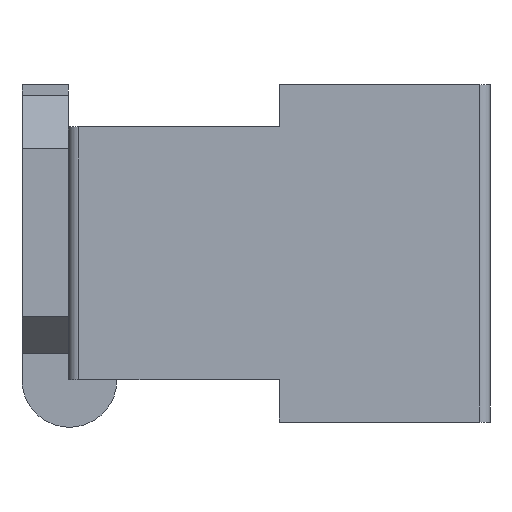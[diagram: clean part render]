
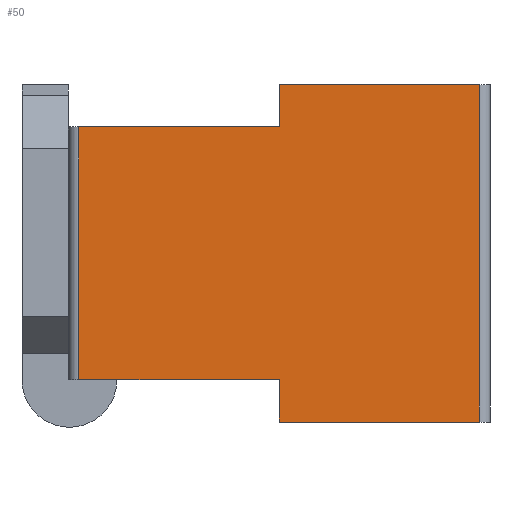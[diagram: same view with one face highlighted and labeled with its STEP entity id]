
A CAD part, left-side view. The second image highlights one B-rep face of the part: STEP entity #50.
In plain terms, the highlighted planar face has unit normal (-1, 0, 0).
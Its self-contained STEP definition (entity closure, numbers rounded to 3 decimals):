
#50=ADVANCED_FACE('',(#108),#109,.T.);
#108=FACE_OUTER_BOUND('',#214,.T.);
#109=PLANE('',#215);
#214=EDGE_LOOP('',(#348,#349,#350,#351,#352,#353,#354,#355));
#215=AXIS2_PLACEMENT_3D('',#356,#357,#358);
#348=ORIENTED_EDGE('',*,*,#795,.F.);
#349=ORIENTED_EDGE('',*,*,#796,.T.);
#350=ORIENTED_EDGE('',*,*,#797,.T.);
#351=ORIENTED_EDGE('',*,*,#798,.F.);
#352=ORIENTED_EDGE('',*,*,#799,.T.);
#353=ORIENTED_EDGE('',*,*,#800,.F.);
#354=ORIENTED_EDGE('',*,*,#777,.F.);
#355=ORIENTED_EDGE('',*,*,#791,.T.);
#356=CARTESIAN_POINT('',(-1.6,0.95,0.0));
#357=DIRECTION('',(-1.0,0.0,0.0));
#358=DIRECTION('',(0.0,0.0,1.0));
#777=EDGE_CURVE('',#932,#933,#934,.T.);
#791=EDGE_CURVE('',#932,#958,#960,.T.);
#795=EDGE_CURVE('',#966,#958,#967,.T.);
#796=EDGE_CURVE('',#966,#968,#969,.T.);
#797=EDGE_CURVE('',#968,#970,#971,.T.);
#798=EDGE_CURVE('',#972,#970,#973,.T.);
#799=EDGE_CURVE('',#972,#974,#975,.T.);
#800=EDGE_CURVE('',#933,#974,#976,.T.);
#932=VERTEX_POINT('',#1183);
#933=VERTEX_POINT('',#1184);
#934=LINE('',#1185,#1186);
#958=VERTEX_POINT('',#1218);
#960=LINE('',#1221,#1222);
#966=VERTEX_POINT('',#1231);
#967=LINE('',#1232,#1233);
#968=VERTEX_POINT('',#1234);
#969=LINE('',#1235,#1236);
#970=VERTEX_POINT('',#1237);
#971=LINE('',#1238,#1239);
#972=VERTEX_POINT('',#1240);
#973=LINE('',#1241,#1242);
#974=VERTEX_POINT('',#1243);
#975=LINE('',#1244,#1245);
#976=LINE('',#1246,#1247);
#1183=CARTESIAN_POINT('',(-1.6,0.0,0.0));
#1184=CARTESIAN_POINT('',(-1.6,-0.95,0.0));
#1185=CARTESIAN_POINT('',(-1.6,0.0,0.0));
#1186=VECTOR('',#1561,0.95);
#1218=CARTESIAN_POINT('',(-1.6,0.0,-0.2));
#1221=CARTESIAN_POINT('',(-1.6,0.0,0.0));
#1222=VECTOR('',#1583,0.2);
#1231=CARTESIAN_POINT('',(-1.6,0.95,-0.2));
#1232=CARTESIAN_POINT('',(-1.6,0.95,-0.2));
#1233=VECTOR('',#1587,0.95);
#1234=CARTESIAN_POINT('',(-1.6,0.95,-1.4));
#1235=CARTESIAN_POINT('',(-1.6,0.95,-0.2));
#1236=VECTOR('',#1588,1.2);
#1237=CARTESIAN_POINT('',(-1.6,0.0,-1.4));
#1238=CARTESIAN_POINT('',(-1.6,0.95,-1.4));
#1239=VECTOR('',#1589,0.95);
#1240=CARTESIAN_POINT('',(-1.6,0.0,-1.6));
#1241=CARTESIAN_POINT('',(-1.6,0.0,-1.6));
#1242=VECTOR('',#1590,0.2);
#1243=CARTESIAN_POINT('',(-1.6,-0.95,-1.6));
#1244=CARTESIAN_POINT('',(-1.6,0.0,-1.6));
#1245=VECTOR('',#1591,0.95);
#1246=CARTESIAN_POINT('',(-1.6,-0.95,0.0));
#1247=VECTOR('',#1592,1.6);
#1561=DIRECTION('',(0.0,-1.0,0.0));
#1583=DIRECTION('',(0.0,0.0,-1.0));
#1587=DIRECTION('',(0.0,-1.0,0.0));
#1588=DIRECTION('',(0.0,0.0,-1.0));
#1589=DIRECTION('',(0.0,-1.0,0.0));
#1590=DIRECTION('',(0.0,0.0,1.0));
#1591=DIRECTION('',(0.0,-1.0,0.0));
#1592=DIRECTION('',(0.0,0.0,-1.0));
